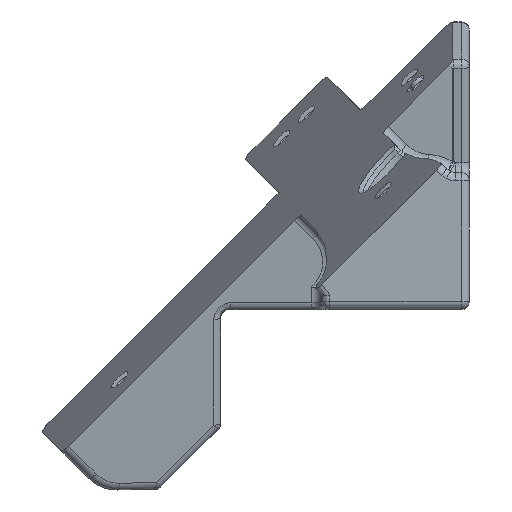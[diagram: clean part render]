
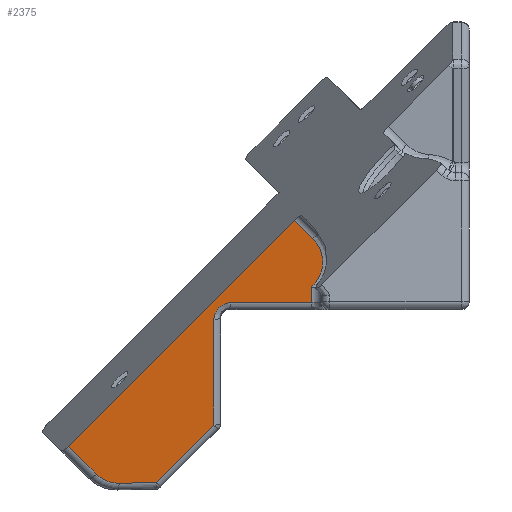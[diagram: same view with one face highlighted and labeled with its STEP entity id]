
A CAD part, front view. The second image highlights one B-rep face of the part: STEP entity #2375.
In plain terms, the highlighted planar face has unit normal (0.183, -0.966, -0.183).
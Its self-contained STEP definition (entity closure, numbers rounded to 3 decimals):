
#51=PLANE('',#2571);
#142=ELLIPSE('',#2565,2.071,2.);
#144=ELLIPSE('',#2572,4.141,4.);
#209=LINE('',#3587,#350);
#226=LINE('',#3701,#367);
#228=LINE('',#3737,#369);
#230=LINE('',#3794,#371);
#231=LINE('',#3798,#372);
#232=LINE('',#3800,#373);
#233=LINE('',#3802,#374);
#234=LINE('',#3805,#375);
#350=VECTOR('',#2842,10.);
#367=VECTOR('',#2925,10.);
#369=VECTOR('',#2937,10.);
#371=VECTOR('',#2945,10.);
#372=VECTOR('',#2948,10.);
#373=VECTOR('',#2949,10.);
#374=VECTOR('',#2950,10.);
#375=VECTOR('',#2953,10.);
#574=FACE_OUTER_BOUND('',#730,.T.);
#730=EDGE_LOOP('',(#1672,#1673,#1674,#1675,#1676,#1677,#1678,#1679,#1680,
#1681,#1682));
#902=CIRCLE('',#2573,4.);
#1007=VERTEX_POINT('',#3576);
#1010=VERTEX_POINT('',#3583);
#1035=VERTEX_POINT('',#3699);
#1037=VERTEX_POINT('',#3729);
#1039=VERTEX_POINT('',#3735);
#1042=VERTEX_POINT('',#3793);
#1043=VERTEX_POINT('',#3795);
#1044=VERTEX_POINT('',#3797);
#1045=VERTEX_POINT('',#3799);
#1046=VERTEX_POINT('',#3801);
#1047=VERTEX_POINT('',#3803);
#1231=EDGE_CURVE('',#1007,#1010,#209,.T.);
#1269=EDGE_CURVE('',#1035,#1007,#226,.T.);
#1272=EDGE_CURVE('',#1037,#1035,#142,.T.);
#1275=EDGE_CURVE('',#1039,#1037,#228,.T.);
#1281=EDGE_CURVE('',#1042,#1039,#230,.T.);
#1282=EDGE_CURVE('',#1043,#1042,#144,.T.);
#1283=EDGE_CURVE('',#1044,#1043,#231,.T.);
#1284=EDGE_CURVE('',#1044,#1045,#232,.T.);
#1285=EDGE_CURVE('',#1046,#1045,#233,.T.);
#1286=EDGE_CURVE('',#1047,#1046,#902,.T.);
#1287=EDGE_CURVE('',#1010,#1047,#234,.T.);
#1672=ORIENTED_EDGE('',*,*,#1231,.F.);
#1673=ORIENTED_EDGE('',*,*,#1269,.F.);
#1674=ORIENTED_EDGE('',*,*,#1272,.F.);
#1675=ORIENTED_EDGE('',*,*,#1275,.F.);
#1676=ORIENTED_EDGE('',*,*,#1281,.F.);
#1677=ORIENTED_EDGE('',*,*,#1282,.F.);
#1678=ORIENTED_EDGE('',*,*,#1283,.F.);
#1679=ORIENTED_EDGE('',*,*,#1284,.T.);
#1680=ORIENTED_EDGE('',*,*,#1285,.F.);
#1681=ORIENTED_EDGE('',*,*,#1286,.F.);
#1682=ORIENTED_EDGE('',*,*,#1287,.F.);
#2375=ADVANCED_FACE('',(#574),#51,.T.);
#2565=AXIS2_PLACEMENT_3D('',#3731,#2929,#2930);
#2571=AXIS2_PLACEMENT_3D('',#3792,#2943,#2944);
#2572=AXIS2_PLACEMENT_3D('',#3796,#2946,#2947);
#2573=AXIS2_PLACEMENT_3D('',#3804,#2951,#2952);
#2842=DIRECTION('',(-0.707,0.,-0.707));
#2925=DIRECTION('',(0.,0.186,-0.983));
#2929=DIRECTION('center_axis',(0.183,-0.966,-0.183));
#2930=DIRECTION('ref_axis',(-0.683,-0.259,0.683));
#2937=DIRECTION('',(-0.983,-0.186,0.));
#2943=DIRECTION('center_axis',(0.183,-0.966,-0.183));
#2944=DIRECTION('ref_axis',(0.86,0.067,0.506));
#2945=DIRECTION('',(0.,0.186,-0.983));
#2946=DIRECTION('center_axis',(-0.183,0.966,0.183));
#2947=DIRECTION('ref_axis',(0.683,0.259,-0.683));
#2948=DIRECTION('',(0.683,0.259,-0.683));
#2949=DIRECTION('',(-0.707,0.,-0.707));
#2950=DIRECTION('',(-0.683,-0.259,0.683));
#2951=DIRECTION('center_axis',(-0.183,0.966,0.183));
#2952=DIRECTION('ref_axis',(-0.392,0.099,-0.915));
#2953=DIRECTION('',(-0.983,-0.183,-0.017));
#3576=CARTESIAN_POINT('',(188.183,32.108,-13.93));
#3583=CARTESIAN_POINT('',(181.254,32.108,-20.859));
#3587=CARTESIAN_POINT('',(189.192,32.108,-12.921));
#3699=CARTESIAN_POINT('',(188.183,29.693,-1.183));
#3701=CARTESIAN_POINT('',(188.183,33.51,-21.333));
#3729=CARTESIAN_POINT('',(190.183,29.693,0.817));
#3731=CARTESIAN_POINT('Origin',(190.183,30.071,-1.183));
#3735=CARTESIAN_POINT('',(199.966,31.546,0.817));
#3737=CARTESIAN_POINT('',(190.179,29.692,0.817));
#3792=CARTESIAN_POINT('Origin',(170.38,29.407,-17.476));
#3793=CARTESIAN_POINT('',(199.966,31.179,2.754));
#3794=CARTESIAN_POINT('',(199.966,33.074,-7.246));
#3795=CARTESIAN_POINT('',(200.125,30.109,8.562));
#3796=CARTESIAN_POINT('Origin',(197.296,30.109,5.733));
#3797=CARTESIAN_POINT('',(197.887,29.261,10.8));
#3798=CARTESIAN_POINT('',(204.017,31.584,4.67));
#3799=CARTESIAN_POINT('',(170.62,29.261,-16.467));
#3800=CARTESIAN_POINT('',(182.35,29.261,-4.737));
#3801=CARTESIAN_POINT('',(173.987,30.536,-19.834));
#3802=CARTESIAN_POINT('',(171.154,29.463,-17.001));
#3803=CARTESIAN_POINT('',(176.747,31.268,-20.937));
#3804=CARTESIAN_POINT('Origin',(176.815,30.536,-17.005));
#3805=CARTESIAN_POINT('',(175.643,31.063,-20.956));
